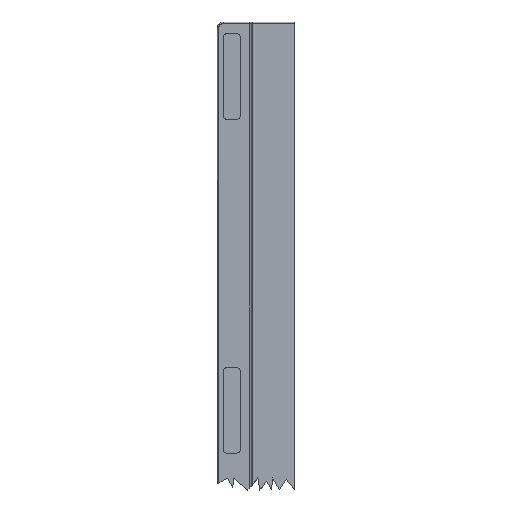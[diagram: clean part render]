
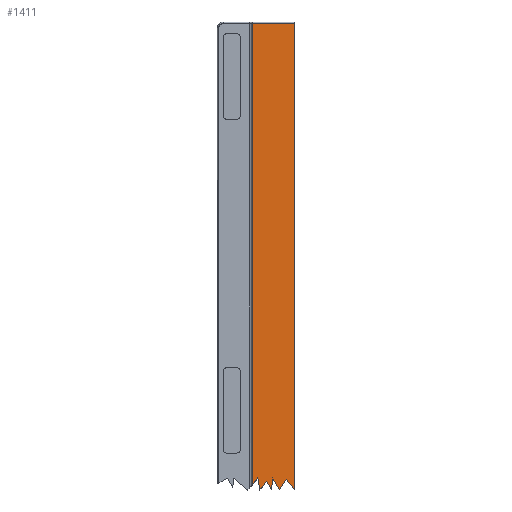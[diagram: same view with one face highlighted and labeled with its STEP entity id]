
A CAD part, top view. The second image highlights one B-rep face of the part: STEP entity #1411.
In plain terms, the highlighted planar face has unit normal (0, 0, 1).
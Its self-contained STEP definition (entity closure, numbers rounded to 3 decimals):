
#83=CARTESIAN_POINT('',(5.291,93.404,15.0));
#84=VERTEX_POINT('',#83);
#91=CARTESIAN_POINT('',(2.882,89.631,15.0));
#92=VERTEX_POINT('',#91);
#93=CARTESIAN_POINT('',(2.882,89.631,15.0));
#94=DIRECTION('',(0.538,0.843,0.0));
#95=VECTOR('',#94,4.477);
#96=LINE('',#93,#95);
#97=EDGE_CURVE('',#92,#84,#96,.T.);
#122=CARTESIAN_POINT('',(0.461,93.859,15.0));
#123=VERTEX_POINT('',#122);
#124=CARTESIAN_POINT('',(0.461,93.859,15.0));
#125=DIRECTION('',(0.497,-0.868,0.0));
#126=VECTOR('',#125,4.872);
#127=LINE('',#124,#126);
#128=EDGE_CURVE('',#123,#92,#127,.T.);
#153=CARTESIAN_POINT('',(0.118,89.631,15.0));
#154=VERTEX_POINT('',#153);
#155=CARTESIAN_POINT('',(0.118,89.631,15.0));
#156=DIRECTION('',(0.081,0.997,0.0));
#157=VECTOR('',#156,4.242);
#158=LINE('',#155,#157);
#159=EDGE_CURVE('',#154,#123,#158,.T.);
#184=CARTESIAN_POINT('',(-1.585,92.605,15.0));
#185=VERTEX_POINT('',#184);
#186=CARTESIAN_POINT('',(-1.585,92.605,15.0));
#187=DIRECTION('',(0.497,-0.868,0.0));
#188=VECTOR('',#187,3.427);
#189=LINE('',#186,#188);
#190=EDGE_CURVE('',#185,#154,#189,.T.);
#215=CARTESIAN_POINT('',(-4.078,89.631,15.0));
#216=VERTEX_POINT('',#215);
#217=CARTESIAN_POINT('',(-4.078,89.631,15.0));
#218=DIRECTION('',(0.642,0.766,0.0));
#219=VECTOR('',#218,3.881);
#220=LINE('',#217,#219);
#221=EDGE_CURVE('',#216,#185,#220,.T.);
#271=CARTESIAN_POINT('',(-4.729,93.859,15.0));
#272=VERTEX_POINT('',#271);
#273=CARTESIAN_POINT('',(-4.729,93.859,15.0));
#274=DIRECTION('',(0.152,-0.988,0.0));
#275=VECTOR('',#274,4.278);
#276=LINE('',#273,#275);
#277=EDGE_CURVE('',#272,#216,#276,.T.);
#301=CARTESIAN_POINT('',(8.223,89.787,15.0));
#302=VERTEX_POINT('',#301);
#309=CARTESIAN_POINT('',(5.291,93.404,15.0));
#310=DIRECTION('',(0.63,-0.777,0.0));
#311=VECTOR('',#310,4.657);
#312=LINE('',#309,#311);
#313=EDGE_CURVE('',#84,#302,#312,.T.);
#326=CARTESIAN_POINT('',(-6.777,91.416,15.0));
#327=VERTEX_POINT('',#326);
#374=CARTESIAN_POINT('',(-6.777,91.416,15.0));
#375=DIRECTION('',(0.642,0.766,0.0));
#376=VECTOR('',#375,3.188);
#377=LINE('',#374,#376);
#378=EDGE_CURVE('',#327,#272,#377,.T.);
#1297=CARTESIAN_POINT('',(8.223,254.5,15.0));
#1298=VERTEX_POINT('',#1297);
#1314=CARTESIAN_POINT('',(-6.777,254.5,15.0));
#1315=VERTEX_POINT('',#1314);
#1323=CARTESIAN_POINT('',(8.223,254.5,15.0));
#1324=DIRECTION('',(-1.0,0.0,0.0));
#1325=VECTOR('',#1324,15.);
#1326=LINE('',#1323,#1325);
#1327=EDGE_CURVE('',#1298,#1315,#1326,.T.);
#1379=CARTESIAN_POINT('',(8.223,89.787,15.0));
#1380=DIRECTION('',(0.0,1.0,0.0));
#1381=VECTOR('',#1380,164.713);
#1382=LINE('',#1379,#1381);
#1383=EDGE_CURVE('',#302,#1298,#1382,.T.);
#1388=CARTESIAN_POINT('',(8.223,0.0,15.0));
#1389=DIRECTION('',(0.0,0.0,1.0));
#1390=DIRECTION('',(1.0,0.0,0.0));
#1391=AXIS2_PLACEMENT_3D('',#1388,#1389,#1390);
#1392=PLANE('',#1391);
#1393=ORIENTED_EDGE('',*,*,#313,.T.);
#1394=ORIENTED_EDGE('',*,*,#1383,.T.);
#1395=ORIENTED_EDGE('',*,*,#1327,.T.);
#1396=CARTESIAN_POINT('',(-6.777,91.416,15.0));
#1397=DIRECTION('',(0.0,1.0,0.0));
#1398=VECTOR('',#1397,163.084);
#1399=LINE('',#1396,#1398);
#1400=EDGE_CURVE('',#327,#1315,#1399,.T.);
#1401=ORIENTED_EDGE('',*,*,#1400,.F.);
#1402=ORIENTED_EDGE('',*,*,#378,.T.);
#1403=ORIENTED_EDGE('',*,*,#277,.T.);
#1404=ORIENTED_EDGE('',*,*,#221,.T.);
#1405=ORIENTED_EDGE('',*,*,#190,.T.);
#1406=ORIENTED_EDGE('',*,*,#159,.T.);
#1407=ORIENTED_EDGE('',*,*,#128,.T.);
#1408=ORIENTED_EDGE('',*,*,#97,.T.);
#1409=EDGE_LOOP('',(#1393,#1394,#1395,#1401,#1402,#1403,#1404,#1405,#1406,#1407,#1408));
#1410=FACE_OUTER_BOUND('',#1409,.T.);
#1411=ADVANCED_FACE('',(#1410),#1392,.T.);
